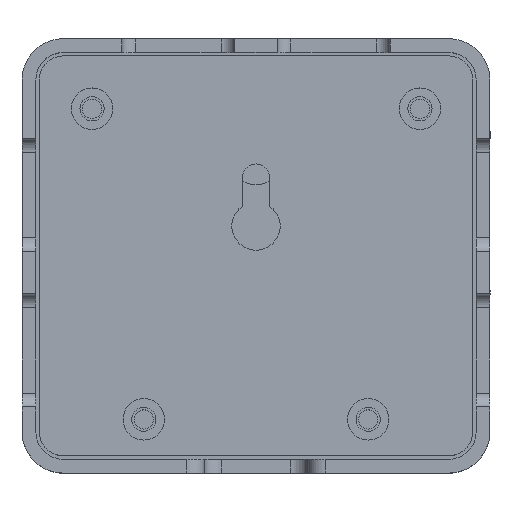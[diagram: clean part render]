
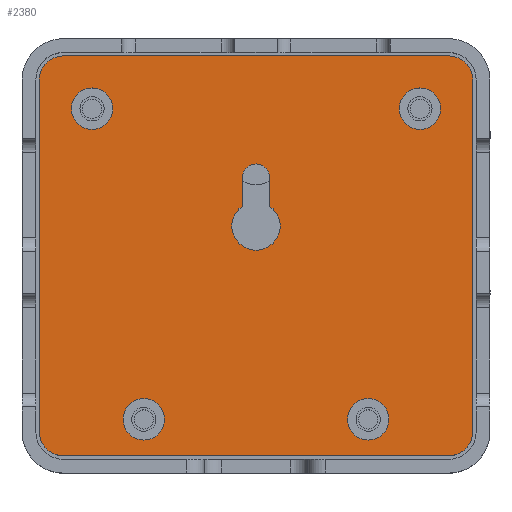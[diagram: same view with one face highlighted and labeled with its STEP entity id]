
A CAD part, top view. The second image highlights one B-rep face of the part: STEP entity #2380.
In plain terms, the highlighted planar face has unit normal (0, 0, 1).
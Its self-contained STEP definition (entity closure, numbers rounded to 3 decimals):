
#103=FACE_BOUND('',#842,.T.);
#104=FACE_BOUND('',#843,.T.);
#105=FACE_BOUND('',#844,.T.);
#106=FACE_BOUND('',#845,.T.);
#107=FACE_BOUND('',#846,.T.);
#257=LINE('',#3949,#444);
#261=LINE('',#3959,#448);
#280=LINE('',#4099,#467);
#284=LINE('',#4111,#471);
#288=LINE('',#4123,#475);
#292=LINE('',#4134,#479);
#444=VECTOR('',#3210,10.);
#448=VECTOR('',#3222,10.);
#467=VECTOR('',#3393,10.);
#471=VECTOR('',#3405,10.);
#475=VECTOR('',#3417,10.);
#479=VECTOR('',#3429,10.);
#544=PLANE('',#2680);
#680=FACE_OUTER_BOUND('',#841,.T.);
#841=EDGE_LOOP('',(#2208,#2209,#2210,#2211,#2212,#2213,#2214,#2215));
#842=EDGE_LOOP('',(#2216,#2217,#2218,#2219));
#843=EDGE_LOOP('',(#2220));
#844=EDGE_LOOP('',(#2221));
#845=EDGE_LOOP('',(#2222));
#846=EDGE_LOOP('',(#2223));
#944=CIRCLE('',#2585,2.);
#946=CIRCLE('',#2589,3.5);
#979=CIRCLE('',#2640,3.);
#981=CIRCLE('',#2644,3.);
#983=CIRCLE('',#2648,3.);
#985=CIRCLE('',#2652,3.);
#991=CIRCLE('',#2664,3.5);
#993=CIRCLE('',#2668,3.5);
#995=CIRCLE('',#2672,3.5);
#997=CIRCLE('',#2676,3.5);
#1159=VERTEX_POINT('',#3940);
#1160=VERTEX_POINT('',#3942);
#1162=VERTEX_POINT('',#3948);
#1164=VERTEX_POINT('',#3954);
#1193=VERTEX_POINT('',#4045);
#1195=VERTEX_POINT('',#4052);
#1197=VERTEX_POINT('',#4059);
#1199=VERTEX_POINT('',#4066);
#1205=VERTEX_POINT('',#4089);
#1206=VERTEX_POINT('',#4090);
#1209=VERTEX_POINT('',#4098);
#1211=VERTEX_POINT('',#4104);
#1213=VERTEX_POINT('',#4110);
#1215=VERTEX_POINT('',#4116);
#1217=VERTEX_POINT('',#4122);
#1219=VERTEX_POINT('',#4128);
#1462=EDGE_CURVE('',#1160,#1159,#944,.T.);
#1465=EDGE_CURVE('',#1162,#1160,#257,.T.);
#1468=EDGE_CURVE('',#1164,#1162,#946,.T.);
#1471=EDGE_CURVE('',#1159,#1164,#261,.T.);
#1512=EDGE_CURVE('',#1193,#1193,#979,.T.);
#1515=EDGE_CURVE('',#1195,#1195,#981,.T.);
#1518=EDGE_CURVE('',#1197,#1197,#983,.T.);
#1521=EDGE_CURVE('',#1199,#1199,#985,.T.);
#1532=EDGE_CURVE('',#1205,#1206,#991,.T.);
#1536=EDGE_CURVE('',#1209,#1205,#280,.T.);
#1539=EDGE_CURVE('',#1211,#1209,#993,.T.);
#1542=EDGE_CURVE('',#1213,#1211,#284,.T.);
#1545=EDGE_CURVE('',#1215,#1213,#995,.T.);
#1548=EDGE_CURVE('',#1217,#1215,#288,.T.);
#1551=EDGE_CURVE('',#1219,#1217,#997,.T.);
#1554=EDGE_CURVE('',#1206,#1219,#292,.T.);
#2208=ORIENTED_EDGE('',*,*,#1554,.F.);
#2209=ORIENTED_EDGE('',*,*,#1532,.F.);
#2210=ORIENTED_EDGE('',*,*,#1536,.F.);
#2211=ORIENTED_EDGE('',*,*,#1539,.F.);
#2212=ORIENTED_EDGE('',*,*,#1542,.F.);
#2213=ORIENTED_EDGE('',*,*,#1545,.F.);
#2214=ORIENTED_EDGE('',*,*,#1548,.F.);
#2215=ORIENTED_EDGE('',*,*,#1551,.F.);
#2216=ORIENTED_EDGE('',*,*,#1462,.T.);
#2217=ORIENTED_EDGE('',*,*,#1471,.T.);
#2218=ORIENTED_EDGE('',*,*,#1468,.T.);
#2219=ORIENTED_EDGE('',*,*,#1465,.T.);
#2220=ORIENTED_EDGE('',*,*,#1512,.T.);
#2221=ORIENTED_EDGE('',*,*,#1515,.T.);
#2222=ORIENTED_EDGE('',*,*,#1518,.T.);
#2223=ORIENTED_EDGE('',*,*,#1521,.T.);
#2380=ADVANCED_FACE('',(#680,#103,#104,#105,#106,#107),#544,.T.);
#2585=AXIS2_PLACEMENT_3D('',#3943,#3204,#3205);
#2589=AXIS2_PLACEMENT_3D('',#3955,#3216,#3217);
#2640=AXIS2_PLACEMENT_3D('',#4046,#3329,#3330);
#2644=AXIS2_PLACEMENT_3D('',#4053,#3338,#3339);
#2648=AXIS2_PLACEMENT_3D('',#4060,#3347,#3348);
#2652=AXIS2_PLACEMENT_3D('',#4067,#3356,#3357);
#2664=AXIS2_PLACEMENT_3D('',#4091,#3385,#3386);
#2668=AXIS2_PLACEMENT_3D('',#4105,#3398,#3399);
#2672=AXIS2_PLACEMENT_3D('',#4117,#3410,#3411);
#2676=AXIS2_PLACEMENT_3D('',#4129,#3422,#3423);
#2680=AXIS2_PLACEMENT_3D('',#4137,#3433,#3434);
#3204=DIRECTION('center_axis',(0.,0.,-1.));
#3205=DIRECTION('ref_axis',(-1.,0.,0.));
#3210=DIRECTION('',(0.,1.,0.));
#3216=DIRECTION('center_axis',(0.,0.,-1.));
#3217=DIRECTION('ref_axis',(-1.,0.,0.));
#3222=DIRECTION('',(0.,-1.,0.));
#3329=DIRECTION('center_axis',(0.,0.,-1.));
#3330=DIRECTION('ref_axis',(-1.,0.,0.));
#3338=DIRECTION('center_axis',(0.,0.,-1.));
#3339=DIRECTION('ref_axis',(-1.,0.,0.));
#3347=DIRECTION('center_axis',(0.,0.,-1.));
#3348=DIRECTION('ref_axis',(-1.,0.,0.));
#3356=DIRECTION('center_axis',(0.,0.,-1.));
#3357=DIRECTION('ref_axis',(-1.,0.,0.));
#3385=DIRECTION('center_axis',(0.,0.,-1.));
#3386=DIRECTION('ref_axis',(0.,1.,0.));
#3393=DIRECTION('',(1.,0.,0.));
#3398=DIRECTION('center_axis',(0.,0.,-1.));
#3399=DIRECTION('ref_axis',(-1.,0.,0.));
#3405=DIRECTION('',(0.,1.,0.));
#3410=DIRECTION('center_axis',(0.,0.,-1.));
#3411=DIRECTION('ref_axis',(0.,-1.,0.));
#3417=DIRECTION('',(-1.,0.,0.));
#3422=DIRECTION('center_axis',(0.,0.,-1.));
#3423=DIRECTION('ref_axis',(1.,0.,0.));
#3429=DIRECTION('',(0.,-1.,0.));
#3433=DIRECTION('center_axis',(0.,0.,1.));
#3434=DIRECTION('ref_axis',(1.,0.,0.));
#3940=CARTESIAN_POINT('',(2.,-10.,17.));
#3942=CARTESIAN_POINT('',(-2.,-10.,17.));
#3943=CARTESIAN_POINT('Origin',(0.,-10.,17.));
#3948=CARTESIAN_POINT('',(-2.,-14.128,17.));
#3949=CARTESIAN_POINT('',(-2.,-17.726,17.));
#3954=CARTESIAN_POINT('',(2.,-14.128,17.));
#3955=CARTESIAN_POINT('Origin',(0.,-17.,17.));
#3959=CARTESIAN_POINT('',(2.,-15.663,17.));
#4045=CARTESIAN_POINT('',(-13.25,-45.,17.));
#4046=CARTESIAN_POINT('Origin',(-16.25,-45.,17.));
#4052=CARTESIAN_POINT('',(-20.75,0.,17.));
#4053=CARTESIAN_POINT('Origin',(-23.75,0.,17.));
#4059=CARTESIAN_POINT('',(19.25,-45.,17.));
#4060=CARTESIAN_POINT('Origin',(16.25,-45.,17.));
#4066=CARTESIAN_POINT('',(26.75,0.,17.));
#4067=CARTESIAN_POINT('Origin',(23.75,0.,17.));
#4089=CARTESIAN_POINT('',(27.9,7.65,17.));
#4090=CARTESIAN_POINT('',(31.4,4.15,17.));
#4091=CARTESIAN_POINT('Origin',(27.9,4.15,17.));
#4098=CARTESIAN_POINT('',(-27.9,7.65,17.));
#4099=CARTESIAN_POINT('',(13.95,7.65,17.));
#4104=CARTESIAN_POINT('',(-31.4,4.15,17.));
#4105=CARTESIAN_POINT('Origin',(-27.9,4.15,17.));
#4110=CARTESIAN_POINT('',(-31.4,-46.8,17.));
#4111=CARTESIAN_POINT('',(-31.4,-8.588,17.));
#4116=CARTESIAN_POINT('',(-27.9,-50.3,17.));
#4117=CARTESIAN_POINT('Origin',(-27.9,-46.8,17.));
#4122=CARTESIAN_POINT('',(27.9,-50.3,17.));
#4123=CARTESIAN_POINT('',(-13.95,-50.3,17.));
#4128=CARTESIAN_POINT('',(31.4,-46.8,17.));
#4129=CARTESIAN_POINT('Origin',(27.9,-46.8,17.));
#4134=CARTESIAN_POINT('',(31.4,-34.063,17.));
#4137=CARTESIAN_POINT('Origin',(0.,-21.325,
17.));
